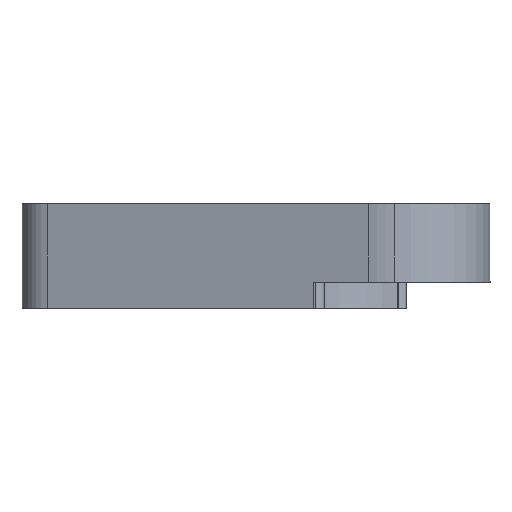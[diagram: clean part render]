
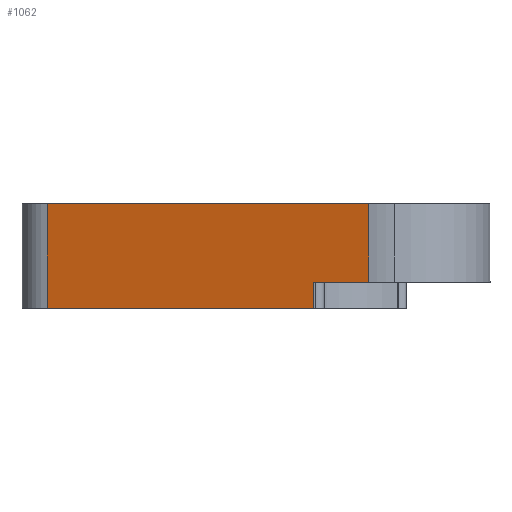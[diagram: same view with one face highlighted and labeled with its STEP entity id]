
A CAD part, left-side view. The second image highlights one B-rep face of the part: STEP entity #1062.
In plain terms, the highlighted planar face has unit normal (-0.961, 0.275, 0).
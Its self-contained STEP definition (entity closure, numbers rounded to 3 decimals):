
#12 = CARTESIAN_POINT ( 'NONE',  ( -19.97, 7.1, 6. ) ) ;
#33 = DIRECTION ( 'NONE',  ( 0., 0., -1. ) ) ;
#36 = PLANE ( 'NONE',  #570 ) ;
#37 = LINE ( 'NONE', #191, #721 ) ;
#47 = EDGE_LOOP ( 'NONE', ( #401, #488, #195, #383, #350, #869 ) ) ;
#55 = VERTEX_POINT ( 'NONE', #887 ) ;
#92 = EDGE_CURVE ( 'NONE', #513, #361, #1023, .T. ) ;
#93 = CARTESIAN_POINT ( 'NONE',  ( -30.576, -29.975, 6. ) ) ;
#112 = CARTESIAN_POINT ( 'NONE',  ( -28.751, -23.597, -3. ) ) ;
#126 = DIRECTION ( 'NONE',  ( 0., 0., -1. ) ) ;
#191 = CARTESIAN_POINT ( 'NONE',  ( -19.97, 7.1, -3. ) ) ;
#195 = ORIENTED_EDGE ( 'NONE', *, *, #577, .T. ) ;
#211 = EDGE_CURVE ( 'NONE', #944, #957, #434, .T. ) ;
#256 = VECTOR ( 'NONE', #762, 1000. ) ;
#302 = DIRECTION ( 'NONE',  ( 0.275, 0.961, 0. ) ) ;
#350 = ORIENTED_EDGE ( 'NONE', *, *, #884, .F. ) ;
#361 = VERTEX_POINT ( 'NONE', #463 ) ;
#383 = ORIENTED_EDGE ( 'NONE', *, *, #211, .F. ) ;
#391 = VECTOR ( 'NONE', #126, 1000. ) ;
#401 = ORIENTED_EDGE ( 'NONE', *, *, #92, .T. ) ;
#432 = CARTESIAN_POINT ( 'NONE',  ( -19.97, 7.1, 6. ) ) ;
#434 = LINE ( 'NONE', #763, #772 ) ;
#463 = CARTESIAN_POINT ( 'NONE',  ( -28.751, -23.597, -6. ) ) ;
#488 = ORIENTED_EDGE ( 'NONE', *, *, #589, .T. ) ;
#513 = VERTEX_POINT ( 'NONE', #971 ) ;
#522 = DIRECTION ( 'NONE',  ( -0.275, -0.961, 0. ) ) ;
#532 = CARTESIAN_POINT ( 'NONE',  ( -19.97, 7.1, 6. ) ) ;
#570 = AXIS2_PLACEMENT_3D ( 'NONE', #532, #776, #302 ) ;
#577 = EDGE_CURVE ( 'NONE', #55, #957, #37, .T. ) ;
#585 = LINE ( 'NONE', #112, #256 ) ;
#589 = EDGE_CURVE ( 'NONE', #361, #55, #585, .T. ) ;
#590 = LINE ( 'NONE', #432, #636 ) ;
#636 = VECTOR ( 'NONE', #761, 1000. ) ;
#664 = CARTESIAN_POINT ( 'NONE',  ( -30.576, -29.975, -3. ) ) ;
#678 = CARTESIAN_POINT ( 'NONE',  ( -19.97, 7.1, -6. ) ) ;
#692 = LINE ( 'NONE', #1025, #391 ) ;
#721 = VECTOR ( 'NONE', #841, 1000. ) ;
#761 = DIRECTION ( 'NONE',  ( -0.275, -0.961, 0. ) ) ;
#762 = DIRECTION ( 'NONE',  ( 0., 0., 1. ) ) ;
#763 = CARTESIAN_POINT ( 'NONE',  ( -30.576, -29.975, 6. ) ) ;
#772 = VECTOR ( 'NONE', #33, 1000. ) ;
#776 = DIRECTION ( 'NONE',  ( 0.961, -0.275, 0. ) ) ;
#841 = DIRECTION ( 'NONE',  ( -0.275, -0.961, 0. ) ) ;
#869 = ORIENTED_EDGE ( 'NONE', *, *, #979, .T. ) ;
#884 = EDGE_CURVE ( 'NONE', #916, #944, #590, .T. ) ;
#887 = CARTESIAN_POINT ( 'NONE',  ( -28.751, -23.597, -3. ) ) ;
#916 = VERTEX_POINT ( 'NONE', #12 ) ;
#944 = VERTEX_POINT ( 'NONE', #93 ) ;
#957 = VERTEX_POINT ( 'NONE', #664 ) ;
#971 = CARTESIAN_POINT ( 'NONE',  ( -19.97, 7.1, -6. ) ) ;
#979 = EDGE_CURVE ( 'NONE', #916, #513, #692, .T. ) ;
#999 = VECTOR ( 'NONE', #522, 1000. ) ;
#1023 = LINE ( 'NONE', #678, #999 ) ;
#1025 = CARTESIAN_POINT ( 'NONE',  ( -19.97, 7.1, 6. ) ) ;
#1042 = FACE_OUTER_BOUND ( 'NONE', #47, .T. ) ;
#1062 = ADVANCED_FACE ( 'NONE', ( #1042 ), #36, .F. ) ;
